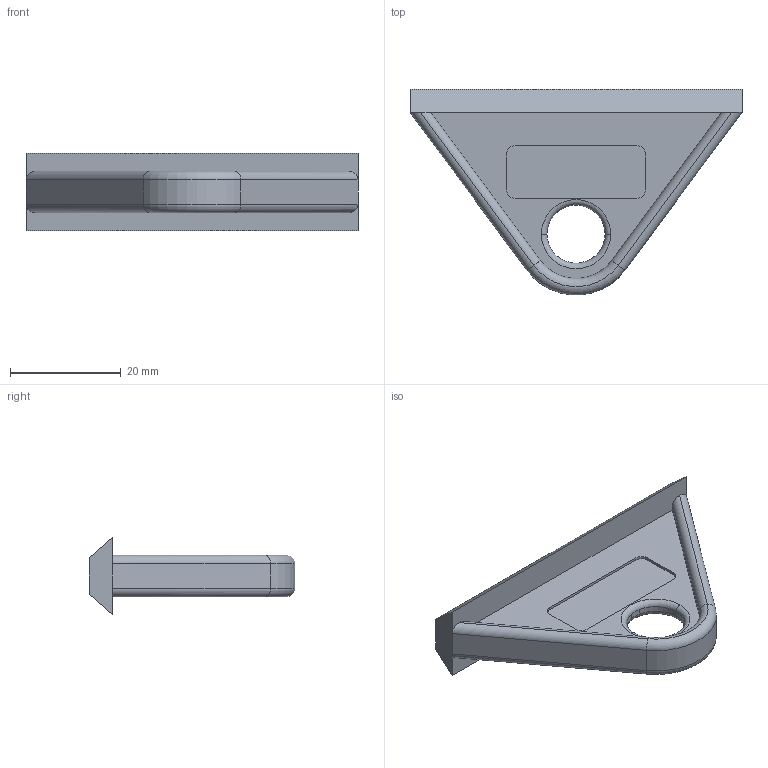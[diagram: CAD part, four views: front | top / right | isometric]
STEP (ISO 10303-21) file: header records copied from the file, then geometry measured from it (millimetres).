
FILE_DESCRIPTION (( 'STEP AP214' ), '1' );
FILE_NAME ('405218901.STEP', '2014-02-20T08:23:52', ( '' ), ( '' ), 'SwSTEP 2.0', 'SolidWorks 2014', '' );
FILE_SCHEMA (( 'AUTOMOTIVE_DESIGN' ));
Length unit declared in the file: millimetre
Products named in the file (1): 405218901
Bounding box: 60 x 37.16 x 14 mm (x, y, z)
Volume: 6578.5 mm3; surface area: 4908.9 mm2
Topology: 1 solids, 1 shells, 57 faces, 141 edges, 88 vertices
Faces by surface type: plane 25, cylinder 24, torus 8
Entity records: 1743 total; most frequent: CARTESIAN_POINT 311, DIRECTION 301, ORIENTED_EDGE 282, EDGE_CURVE 141, AXIS2_PLACEMENT_3D 110, VERTEX_POINT 88, VECTOR 81, LINE 81
